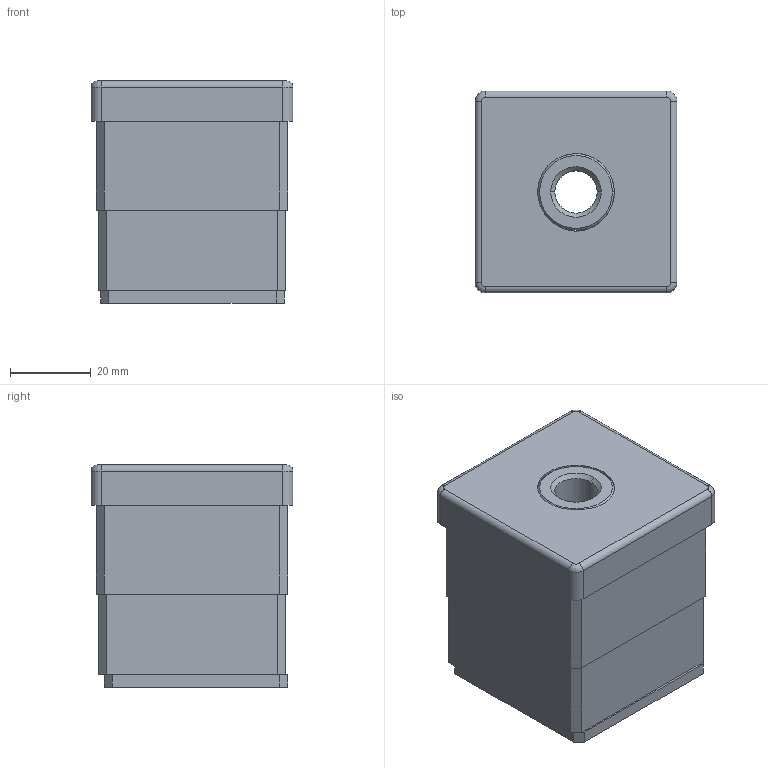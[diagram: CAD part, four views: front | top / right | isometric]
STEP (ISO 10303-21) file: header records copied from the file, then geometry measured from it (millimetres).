
FILE_DESCRIPTION(('STEP AP242'),'1');
FILE_NAME('17053.stp','2023-08-06T16:58:46',('TraceParts'),('TraceParts S.A.'),'Spatial InterOp 3D',' ',' ');
FILE_SCHEMA(('AP242_MANAGED_MODEL_BASED_3D_ENGINEERING_MIM_LF {1 0 10303 442 1 1 4}'));
Length unit declared in the file: millimetre
Products named in the file (1): 17053_1
Bounding box: 50 x 50 x 55 mm (x, y, z)
Volume: 113355.9 mm3; surface area: 19915.6 mm2
Topology: 2 solids, 2 shells, 65 faces, 159 edges, 100 vertices
Faces by surface type: plane 25, bspline 24, cylinder 16
Entity records: 3360 total; most frequent: CARTESIAN_POINT 1843, ORIENTED_EDGE 318, DIRECTION 288, EDGE_CURVE 159, LINE 108, VECTOR 108, VERTEX_POINT 100, AXIS2_PLACEMENT_3D 90
